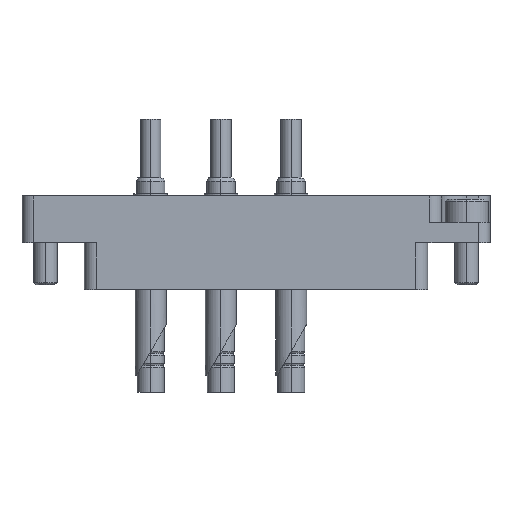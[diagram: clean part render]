
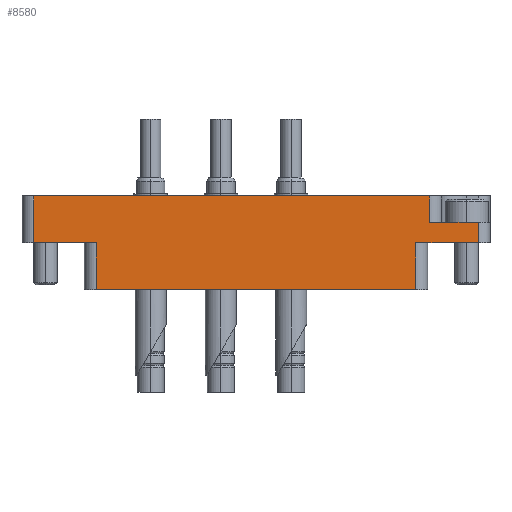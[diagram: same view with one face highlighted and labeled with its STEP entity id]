
A CAD part, left-side view. The second image highlights one B-rep face of the part: STEP entity #8580.
In plain terms, the highlighted face is planar.
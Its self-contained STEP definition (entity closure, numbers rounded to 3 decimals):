
#7 = CARTESIAN_POINT ( 'NONE',  ( 22.25, 6., 14.35 ) ) ;
#141 = VECTOR ( 'NONE', #9813, 1000. ) ;
#278 = DIRECTION ( 'NONE',  ( 0., -1., 0. ) ) ;
#800 = CARTESIAN_POINT ( 'NONE',  ( 20.5, 0., 14.35 ) ) ;
#874 = LINE ( 'NONE', #7435, #9920 ) ;
#1083 = VECTOR ( 'NONE', #2953, 1000. ) ;
#1182 = VECTOR ( 'NONE', #7176, 1000. ) ;
#1287 = AXIS2_PLACEMENT_3D ( 'NONE', #2834, #2021, #2080 ) ;
#1544 = ORIENTED_EDGE ( 'NONE', *, *, #8400, .T. ) ;
#1627 = VERTEX_POINT ( 'NONE', #10164 ) ;
#1632 = LINE ( 'NONE', #9673, #2302 ) ;
#1931 = VERTEX_POINT ( 'NONE', #2644 ) ;
#2014 = CARTESIAN_POINT ( 'NONE',  ( 20.5, 0., 14.35 ) ) ;
#2021 = DIRECTION ( 'NONE',  ( 0., 0., -1. ) ) ;
#2080 = DIRECTION ( 'NONE',  ( -1., 0., 0. ) ) ;
#2116 = VERTEX_POINT ( 'NONE', #8095 ) ;
#2119 = VERTEX_POINT ( 'NONE', #5488 ) ;
#2302 = VECTOR ( 'NONE', #4284, 1000. ) ;
#2453 = LINE ( 'NONE', #2507, #6102 ) ;
#2507 = CARTESIAN_POINT ( 'NONE',  ( 28.5, 2.6, 14.35 ) ) ;
#2542 = VECTOR ( 'NONE', #8379, 1000. ) ;
#2615 = CARTESIAN_POINT ( 'NONE',  ( -22., -6., 14.35 ) ) ;
#2644 = CARTESIAN_POINT ( 'NONE',  ( -20.5, 0., 14.35 ) ) ;
#2711 = EDGE_LOOP ( 'NONE', ( #5091, #4134, #7650, #6038, #3008, #9900, #10655, #1544, #3941, #5540 ) ) ;
#2834 = CARTESIAN_POINT ( 'NONE',  ( -30., 0., 14.35 ) ) ;
#2953 = DIRECTION ( 'NONE',  ( 1., 0., 0. ) ) ;
#3008 = ORIENTED_EDGE ( 'NONE', *, *, #9834, .F. ) ;
#3140 = DIRECTION ( 'NONE',  ( 0., -1., 0. ) ) ;
#3489 = LINE ( 'NONE', #2615, #3536 ) ;
#3536 = VECTOR ( 'NONE', #6231, 1000. ) ;
#3641 = EDGE_CURVE ( 'NONE', #10251, #8572, #4584, .T. ) ;
#3838 = CARTESIAN_POINT ( 'NONE',  ( 30., 2.6, 14.35 ) ) ;
#3905 = DIRECTION ( 'NONE',  ( -1., 0., 0. ) ) ;
#3941 = ORIENTED_EDGE ( 'NONE', *, *, #5320, .F. ) ;
#4134 = ORIENTED_EDGE ( 'NONE', *, *, #7057, .T. ) ;
#4284 = DIRECTION ( 'NONE',  ( 0., 1., 0. ) ) ;
#4550 = FACE_OUTER_BOUND ( 'NONE', #2711, .T. ) ;
#4584 = LINE ( 'NONE', #11020, #2542 ) ;
#4624 = CARTESIAN_POINT ( 'NONE',  ( -28.5, 6., 14.35 ) ) ;
#4681 = CARTESIAN_POINT ( 'NONE',  ( 28.5, 0., 14.35 ) ) ;
#4940 = VERTEX_POINT ( 'NONE', #9909 ) ;
#4971 = EDGE_CURVE ( 'NONE', #4940, #8572, #1632, .T. ) ;
#5091 = ORIENTED_EDGE ( 'NONE', *, *, #9661, .F. ) ;
#5225 = LINE ( 'NONE', #800, #1182 ) ;
#5320 = EDGE_CURVE ( 'NONE', #1931, #5404, #8407, .T. ) ;
#5404 = VERTEX_POINT ( 'NONE', #10234 ) ;
#5488 = CARTESIAN_POINT ( 'NONE',  ( -20.5, -6., 14.35 ) ) ;
#5540 = ORIENTED_EDGE ( 'NONE', *, *, #10770, .T. ) ;
#6038 = ORIENTED_EDGE ( 'NONE', *, *, #7173, .T. ) ;
#6059 = DIRECTION ( 'NONE',  ( 0., 1., 0. ) ) ;
#6102 = VECTOR ( 'NONE', #6059, 1000. ) ;
#6231 = DIRECTION ( 'NONE',  ( -1., 0., 0. ) ) ;
#7057 = EDGE_CURVE ( 'NONE', #2116, #10492, #5225, .T. ) ;
#7173 = EDGE_CURVE ( 'NONE', #8187, #1627, #2453, .T. ) ;
#7176 = DIRECTION ( 'NONE',  ( 0., 1., 0. ) ) ;
#7435 = CARTESIAN_POINT ( 'NONE',  ( -20.5, 0., 14.35 ) ) ;
#7650 = ORIENTED_EDGE ( 'NONE', *, *, #9879, .F. ) ;
#7703 = CARTESIAN_POINT ( 'NONE',  ( -28.5, 0., 14.35 ) ) ;
#8095 = CARTESIAN_POINT ( 'NONE',  ( 20.5, -6., 14.35 ) ) ;
#8166 = PLANE ( 'NONE',  #1287 ) ;
#8187 = VERTEX_POINT ( 'NONE', #4681 ) ;
#8379 = DIRECTION ( 'NONE',  ( 1., 0., 0. ) ) ;
#8400 = EDGE_CURVE ( 'NONE', #10251, #5404, #9348, .T. ) ;
#8407 = LINE ( 'NONE', #11161, #11151 ) ;
#8572 = VERTEX_POINT ( 'NONE', #7 ) ;
#8580 = ADVANCED_FACE ( 'NONE', ( #4550 ), #8166, .F. ) ;
#9227 = LINE ( 'NONE', #3838, #1083 ) ;
#9348 = LINE ( 'NONE', #7703, #11469 ) ;
#9661 = EDGE_CURVE ( 'NONE', #2116, #2119, #3489, .T. ) ;
#9673 = CARTESIAN_POINT ( 'NONE',  ( 22.25, 0., 14.35 ) ) ;
#9813 = DIRECTION ( 'NONE',  ( -1., 0., 0. ) ) ;
#9834 = EDGE_CURVE ( 'NONE', #4940, #1627, #9227, .T. ) ;
#9879 = EDGE_CURVE ( 'NONE', #8187, #10492, #10751, .T. ) ;
#9900 = ORIENTED_EDGE ( 'NONE', *, *, #4971, .T. ) ;
#9909 = CARTESIAN_POINT ( 'NONE',  ( 22.25, 2.6, 14.35 ) ) ;
#9920 = VECTOR ( 'NONE', #278, 1000. ) ;
#9930 = CARTESIAN_POINT ( 'NONE',  ( 30., 0., 14.35 ) ) ;
#10164 = CARTESIAN_POINT ( 'NONE',  ( 28.5, 2.6, 14.35 ) ) ;
#10234 = CARTESIAN_POINT ( 'NONE',  ( -28.5, 0., 14.35 ) ) ;
#10251 = VERTEX_POINT ( 'NONE', #4624 ) ;
#10492 = VERTEX_POINT ( 'NONE', #2014 ) ;
#10655 = ORIENTED_EDGE ( 'NONE', *, *, #3641, .F. ) ;
#10751 = LINE ( 'NONE', #9930, #141 ) ;
#10770 = EDGE_CURVE ( 'NONE', #1931, #2119, #874, .T. ) ;
#11020 = CARTESIAN_POINT ( 'NONE',  ( -30., 6., 14.35 ) ) ;
#11151 = VECTOR ( 'NONE', #3905, 1000. ) ;
#11161 = CARTESIAN_POINT ( 'NONE',  ( 30., 0., 14.35 ) ) ;
#11469 = VECTOR ( 'NONE', #3140, 1000. ) ;
